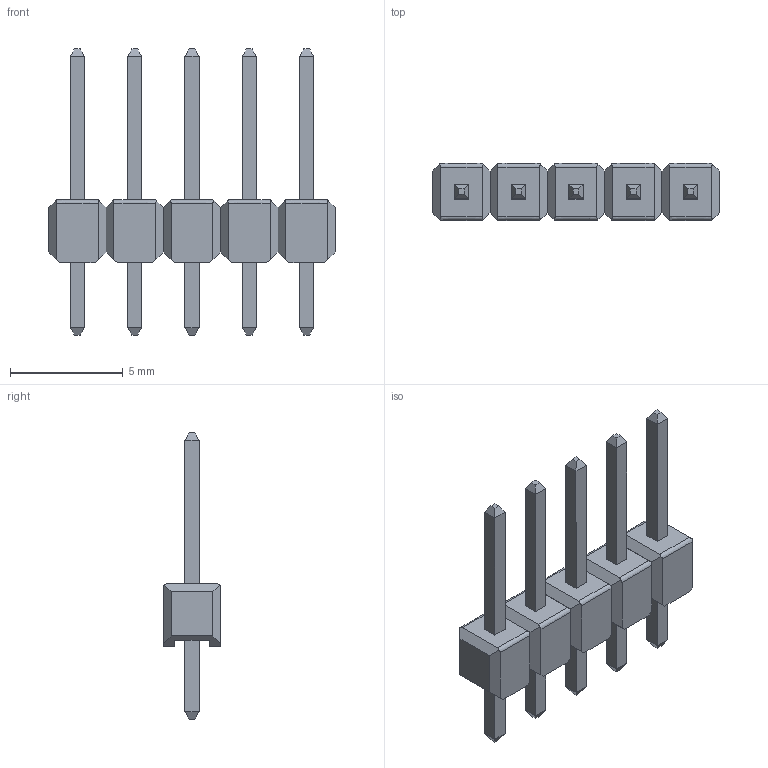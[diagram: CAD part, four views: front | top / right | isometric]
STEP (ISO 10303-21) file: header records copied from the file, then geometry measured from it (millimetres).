
FILE_DESCRIPTION (( 'STEP AP203' ), '1' );
FILE_NAME ('Pin Header 1x5 TH Pitch 2.54mm.stp_Default_sldprt.STEP', '2023-07-18T01:05:39', ( '' ), ( '' ), 'SwSTEP 2.0', 'SolidWorks 2022', '' );
FILE_SCHEMA (( 'CONFIG_CONTROL_DESIGN' ));
Length unit declared in the file: millimetre
Products named in the file (1): Pin Header 1x5 TH Pitch 2.54mm.stp_Default_sldprt
Bounding box: 12.7 x 2.54 x 12.7 mm (x, y, z)
Surface area: 339.9 mm2 (no closed solid volume)
Topology: 0 solids, 6 shells, 182 faces, 454 edges, 284 vertices
Faces by surface type: plane 162, bspline 20
Entity records: 5472 total; most frequent: CARTESIAN_POINT 2059, ORIENTED_EDGE 908, EDGE_CURVE 454, B_SPLINE_CURVE_WITH_KNOTS 454, DIRECTION 326, VERTEX_POINT 284, EDGE_LOOP 192, FACE_OUTER_BOUND 182
